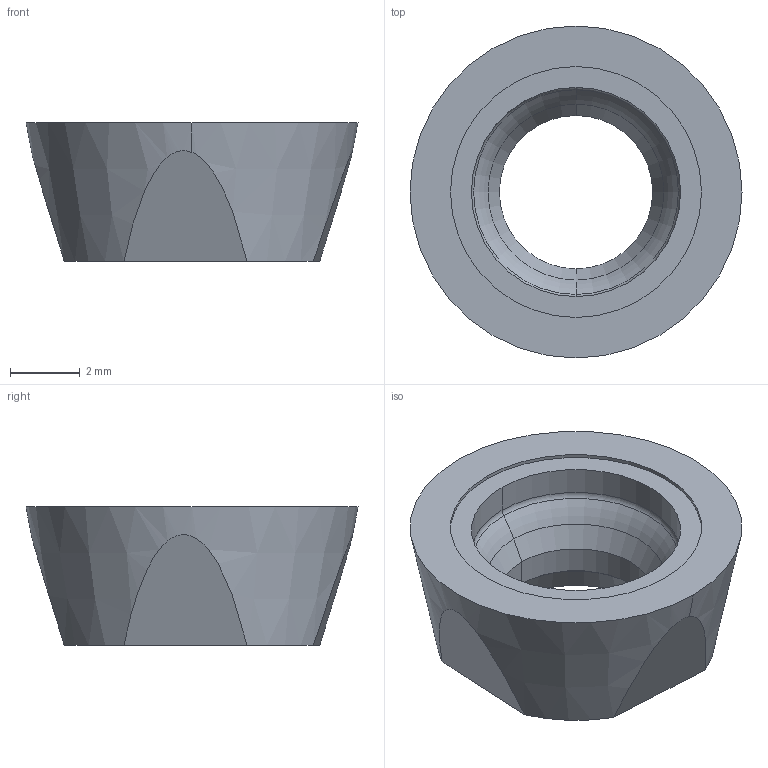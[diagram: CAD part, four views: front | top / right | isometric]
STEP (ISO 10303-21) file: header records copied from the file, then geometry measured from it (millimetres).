
FILE_DESCRIPTION((''),'2;1');
FILE_NAME('RPMW09T300E','2014-11-07T',('tsakamot'),('PTC Japan'),'PRO/ENGINEER BY PARAMETRIC TECHNOLOGY CORPORATION, 2011180','PRO/ENGINEER BY PARAMETRIC TECHNOLOGY CORPORATION, 2011180','');
FILE_SCHEMA(('AUTOMOTIVE_DESIGN { 1 0 10303 214 1 1 1 1 }'));
Length unit declared in the file: millimetre
Products named in the file (1): RPMW09T300E
Bounding box: 9.53 x 9.53 x 3.97 mm (x, y, z)
Volume: 147.8 mm3; surface area: 249.4 mm2
Topology: 1 solids, 1 shells, 26 faces, 56 edges, 34 vertices
Faces by surface type: plane 8, cone 6, torus 6, cylinder 6
Entity records: 1041 total; most frequent: CARTESIAN_POINT 190, DIRECTION 140, ORIENTED_EDGE 112, AXIS2_PLACEMENT_3D 62, PRESENTATION_STYLE_ASSIGNMENT 58, STYLED_ITEM 58, CURVE_STYLE 57, EDGE_CURVE 56
